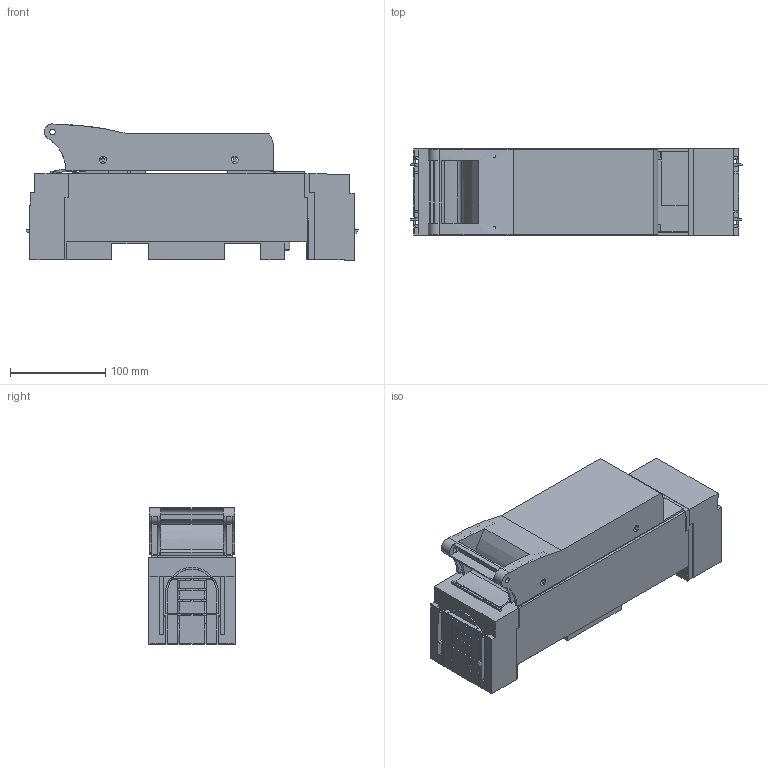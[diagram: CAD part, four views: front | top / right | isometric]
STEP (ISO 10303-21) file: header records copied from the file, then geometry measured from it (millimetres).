
FILE_DESCRIPTION(('FreeCAD Model'),'2;1');
FILE_NAME('Open CASCADE Shape Model','2025-07-14T08:52:40',(''),(''), 'Open CASCADE STEP processor 7.8','FreeCAD','Unknown');
FILE_SCHEMA(('AUTOMOTIVE_DESIGN { 1 0 10303 214 1 1 1 1 }'));
Length unit declared in the file: millimetre
Products named in the file (11): T0623_01_L_KETO-3-1_fuer-4-polig; 34240_L03_KETO-3-1(4)/SK; 158641_01_L_Anschlusslasche Gr.3; 34205_L_Frontplatte Gr3_1-polig; 34241_L_KETO-Schutzabdeckung oben Gr3-1-polig; 68290_Sechskantschraube M12x25; 66905_Spannscheibe DIN 6796_12; 34242_L_KETO Schutzabdeckung unten Gr3_1-polig; 158684_L_NH-Kontakt  Gr.3   KETO-3; 34243_L_Anschlussraumabdeckung KETO-3-1; 158641_08_L_Anschlusslasche Gr.3_KETO-3-4
Assembly tree (13 placements, depth 2):
  T0623_01_L_KETO-3-1_fuer-4-polig
    34240_L03_KETO-3-1(4)/SK
    158641_01_L_Anschlusslasche Gr.3
    34205_L_Frontplatte Gr3_1-polig
    34241_L_KETO-Schutzabdeckung oben Gr3-1-polig
    68290_Sechskantschraube M12x25  x2
    66905_Spannscheibe DIN 6796_12  x2
    34242_L_KETO Schutzabdeckung unten Gr3_1-polig
    158684_L_NH-Kontakt  Gr.3   KETO-3  x2
    34243_L_Anschlussraumabdeckung KETO-3-1
    158641_08_L_Anschlusslasche Gr.3_KETO-3-4
Bounding box: 348.07 x 91 x 142.76 mm (x, y, z)
Volume: 1340248.7 mm3; surface area: 507054.1 mm2
Topology: 13 solids, 13 shells, 1181 faces, 3639 edges, 2436 vertices
Faces by surface type: plane 943, cylinder 194, cone 36, extrusion 4, bspline 4
Entity records: 38828 total; most frequent: CARTESIAN_POINT 7596, ORIENTED_EDGE 6870, DIRECTION 5835, EDGE_CURVE 3435, VECTOR 2927, LINE 2925, VERTEX_POINT 2308, AXIS2_PLACEMENT_3D 1454
